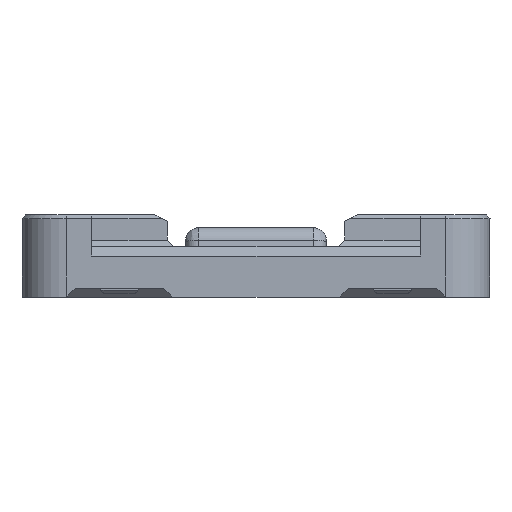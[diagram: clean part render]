
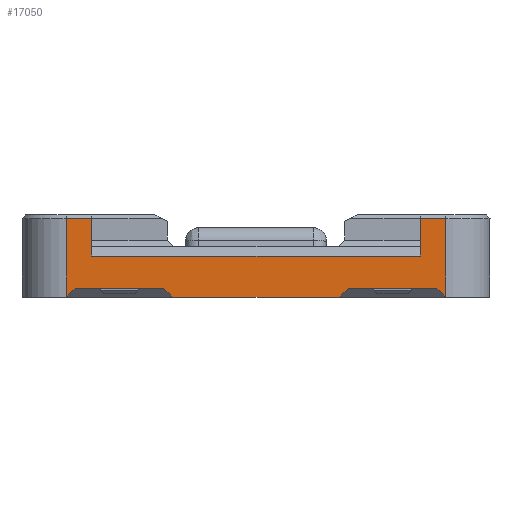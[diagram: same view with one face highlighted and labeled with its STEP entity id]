
A CAD part, left-side view. The second image highlights one B-rep face of the part: STEP entity #17050.
In plain terms, the highlighted planar face has unit normal (-1, 0, 0).
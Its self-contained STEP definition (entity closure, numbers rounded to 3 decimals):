
#278 = LINE ( 'NONE', #4732, #18238 ) ;
#701 = VERTEX_POINT ( 'NONE', #7408 ) ;
#705 = VERTEX_POINT ( 'NONE', #7405 ) ;
#709 = VERTEX_POINT ( 'NONE', #7407 ) ;
#1905 = VERTEX_POINT ( 'NONE', #7010 ) ;
#1909 = VERTEX_POINT ( 'NONE', #7009 ) ;
#1911 = VERTEX_POINT ( 'NONE', #7006 ) ;
#1913 = VERTEX_POINT ( 'NONE', #7008 ) ;
#1924 = VERTEX_POINT ( 'NONE', #7001 ) ;
#1925 = VERTEX_POINT ( 'NONE', #7000 ) ;
#1930 = VERTEX_POINT ( 'NONE', #6998 ) ;
#2271 = VERTEX_POINT ( 'NONE', #6804 ) ;
#2277 = VERTEX_POINT ( 'NONE', #6801 ) ;
#2281 = VERTEX_POINT ( 'NONE', #6799 ) ;
#2293 = VERTEX_POINT ( 'NONE', #6792 ) ;
#2313 = VECTOR ( 'NONE', #4725, 1000. ) ;
#3208 = VECTOR ( 'NONE', #4737, 1000. ) ;
#3212 = LINE ( 'NONE', #4739, #3218 ) ;
#3218 = VECTOR ( 'NONE', #4744, 1000. ) ;
#3556 = LINE ( 'NONE', #5091, #3559 ) ;
#3559 = VECTOR ( 'NONE', #5092, 1000. ) ;
#3560 = LINE ( 'NONE', #5070, #3562 ) ;
#3562 = VECTOR ( 'NONE', #5060, 1000. ) ;
#3569 = LINE ( 'NONE', #5106, #3572 ) ;
#3572 = VECTOR ( 'NONE', #5107, 1000. ) ;
#3573 = LINE ( 'NONE', #5110, #3576 ) ;
#3575 = LINE ( 'NONE', #5112, #3578 ) ;
#3576 = VECTOR ( 'NONE', #5111, 1000. ) ;
#3577 = LINE ( 'NONE', #5114, #3580 ) ;
#3578 = VECTOR ( 'NONE', #5113, 1000. ) ;
#3579 = LINE ( 'NONE', #5116, #3582 ) ;
#3580 = VECTOR ( 'NONE', #5115, 1000. ) ;
#3582 = VECTOR ( 'NONE', #5117, 1000. ) ;
#4706 = CARTESIAN_POINT ( 'NONE',  ( -6.12, -1.85, -0.065 ) ) ;
#4713 = DIRECTION ( 'NONE',  ( 0., -1., 0. ) ) ;
#4716 = CARTESIAN_POINT ( 'NONE',  ( -6.12, -1.3, -0.015 ) ) ;
#4718 = CARTESIAN_POINT ( 'NONE',  ( -6.12, -1.85, 0.19 ) ) ;
#4720 = CARTESIAN_POINT ( 'NONE',  ( -6.12, -1.85, 0.485 ) ) ;
#4721 = DIRECTION ( 'NONE',  ( 0., 1., 0. ) ) ;
#4725 = DIRECTION ( 'NONE',  ( 0., 0., -1. ) ) ;
#4729 = DIRECTION ( 'NONE',  ( 0., 1., 0. ) ) ;
#4732 = CARTESIAN_POINT ( 'NONE',  ( -6.12, 1.3, -0.015 ) ) ;
#4733 = DIRECTION ( 'NONE',  ( 0., 0., 1. ) ) ;
#4736 = CARTESIAN_POINT ( 'NONE',  ( -6.12, -1.85, 0.485 ) ) ;
#4737 = DIRECTION ( 'NONE',  ( 0., 1., 0. ) ) ;
#4739 = CARTESIAN_POINT ( 'NONE',  ( -6.12, -1.85, -0.065 ) ) ;
#4744 = DIRECTION ( 'NONE',  ( 0., -1., 0. ) ) ;
#5060 = DIRECTION ( 'NONE',  ( 0., -0.707, -0.707 ) ) ;
#5070 = CARTESIAN_POINT ( 'NONE',  ( -6.12, -1.43, -0.065 ) ) ;
#5091 = CARTESIAN_POINT ( 'NONE',  ( -6.12, -1.5, -0.015 ) ) ;
#5092 = DIRECTION ( 'NONE',  ( 0., 0., 1. ) ) ;
#5106 = CARTESIAN_POINT ( 'NONE',  ( -6.12, -0.66, -0.135 ) ) ;
#5107 = DIRECTION ( 'NONE',  ( 0., -0.707, 0.707 ) ) ;
#5110 = CARTESIAN_POINT ( 'NONE',  ( -6.12, 1.5, -0.015 ) ) ;
#5111 = DIRECTION ( 'NONE',  ( 0., 0., 1. ) ) ;
#5112 = CARTESIAN_POINT ( 'NONE',  ( -6.12, 1.5, -0.135 ) ) ;
#5113 = DIRECTION ( 'NONE',  ( 0., 0.707, -0.707 ) ) ;
#5114 = CARTESIAN_POINT ( 'NONE',  ( -6.12, 0.66, -0.135 ) ) ;
#5115 = DIRECTION ( 'NONE',  ( 0., 0.707, 0.707 ) ) ;
#5116 = CARTESIAN_POINT ( 'NONE',  ( -6.12, 0.485, -0.135 ) ) ;
#5117 = DIRECTION ( 'NONE',  ( 0., 1., 0. ) ) ;
#5119 = LINE ( 'NONE', #4718, #15228 ) ;
#5122 = LINE ( 'NONE', #4736, #3208 ) ;
#5281 = FACE_OUTER_BOUND ( 'NONE', #9824, .T. ) ;
#6301 = LINE ( 'NONE', #4706, #6308 ) ;
#6308 = VECTOR ( 'NONE', #4713, 1000. ) ;
#6313 = LINE ( 'NONE', #4716, #2313 ) ;
#6317 = LINE ( 'NONE', #4720, #18158 ) ;
#6792 = CARTESIAN_POINT ( 'NONE',  ( -6.12, -0.66, -0.135 ) ) ;
#6799 = CARTESIAN_POINT ( 'NONE',  ( -6.12, 1.5, -0.135 ) ) ;
#6801 = CARTESIAN_POINT ( 'NONE',  ( -6.12, 0.66, -0.135 ) ) ;
#6804 = CARTESIAN_POINT ( 'NONE',  ( -6.12, -1.5, -0.135 ) ) ;
#6998 = CARTESIAN_POINT ( 'NONE',  ( -6.12, 0.73, -0.065 ) ) ;
#7000 = CARTESIAN_POINT ( 'NONE',  ( -6.12, 1.5, 0.485 ) ) ;
#7001 = CARTESIAN_POINT ( 'NONE',  ( -6.12, 1.43, -0.065 ) ) ;
#7006 = CARTESIAN_POINT ( 'NONE',  ( -6.12, -1.3, 0.19 ) ) ;
#7008 = CARTESIAN_POINT ( 'NONE',  ( -6.12, 1.3, 0.485 ) ) ;
#7009 = CARTESIAN_POINT ( 'NONE',  ( -6.12, 1.3, 0.19 ) ) ;
#7010 = CARTESIAN_POINT ( 'NONE',  ( -6.12, -1.3, 0.485 ) ) ;
#7405 = CARTESIAN_POINT ( 'NONE',  ( -6.12, -1.5, 0.485 ) ) ;
#7407 = CARTESIAN_POINT ( 'NONE',  ( -6.12, -0.73, -0.065 ) ) ;
#7408 = CARTESIAN_POINT ( 'NONE',  ( -6.12, -1.43, -0.065 ) ) ;
#9824 = EDGE_LOOP ( 'NONE', ( #13126, #13757, #13755, #13753, #13751, #13749, #13747, #13745, #13743, #13741, #13739, #13737, #13735, #13733 ) ) ;
#10460 = AXIS2_PLACEMENT_3D ( 'NONE', #15678, #15660, #15658 ) ;
#13126 = ORIENTED_EDGE ( 'NONE', *, *, #17813, .F. ) ;
#13733 = ORIENTED_EDGE ( 'NONE', *, *, #17628, .T. ) ;
#13735 = ORIENTED_EDGE ( 'NONE', *, *, #17626, .T. ) ;
#13737 = ORIENTED_EDGE ( 'NONE', *, *, #17624, .T. ) ;
#13739 = ORIENTED_EDGE ( 'NONE', *, *, #17622, .T. ) ;
#13741 = ORIENTED_EDGE ( 'NONE', *, *, #17620, .T. ) ;
#13743 = ORIENTED_EDGE ( 'NONE', *, *, #17804, .T. ) ;
#13745 = ORIENTED_EDGE ( 'NONE', *, *, #17806, .T. ) ;
#13747 = ORIENTED_EDGE ( 'NONE', *, *, #17616, .T. ) ;
#13749 = ORIENTED_EDGE ( 'NONE', *, *, #17811, .T. ) ;
#13751 = ORIENTED_EDGE ( 'NONE', *, *, #17816, .F. ) ;
#13753 = ORIENTED_EDGE ( 'NONE', *, *, #17815, .F. ) ;
#13755 = ORIENTED_EDGE ( 'NONE', *, *, #17632, .T. ) ;
#13757 = ORIENTED_EDGE ( 'NONE', *, *, #17814, .F. ) ;
#15228 = VECTOR ( 'NONE', #4729, 1000. ) ;
#15658 = DIRECTION ( 'NONE',  ( 0., 0., 1. ) ) ;
#15660 = DIRECTION ( 'NONE',  ( -1., 0., 0. ) ) ;
#15664 = PLANE ( 'NONE',  #10460 ) ;
#15678 = CARTESIAN_POINT ( 'NONE',  ( -6.12, -1.85, -0.015 ) ) ;
#17050 = ADVANCED_FACE ( 'NONE', ( #5281 ), #15664, .T. ) ;
#17616 = EDGE_CURVE ( 'NONE', #709, #701, #6301, .T. ) ;
#17620 = EDGE_CURVE ( 'NONE', #705, #1905, #6317, .T. ) ;
#17622 = EDGE_CURVE ( 'NONE', #1905, #1911, #6313, .T. ) ;
#17624 = EDGE_CURVE ( 'NONE', #1911, #1909, #5119, .T. ) ;
#17626 = EDGE_CURVE ( 'NONE', #1909, #1913, #278, .T. ) ;
#17628 = EDGE_CURVE ( 'NONE', #1913, #1925, #5122, .T. ) ;
#17632 = EDGE_CURVE ( 'NONE', #1924, #1930, #3212, .T. ) ;
#17804 = EDGE_CURVE ( 'NONE', #2271, #705, #3556, .T. ) ;
#17806 = EDGE_CURVE ( 'NONE', #701, #2271, #3560, .T. ) ;
#17811 = EDGE_CURVE ( 'NONE', #2293, #709, #3569, .T. ) ;
#17813 = EDGE_CURVE ( 'NONE', #2281, #1925, #3573, .T. ) ;
#17814 = EDGE_CURVE ( 'NONE', #1924, #2281, #3575, .T. ) ;
#17815 = EDGE_CURVE ( 'NONE', #2277, #1930, #3577, .T. ) ;
#17816 = EDGE_CURVE ( 'NONE', #2293, #2277, #3579, .T. ) ;
#18158 = VECTOR ( 'NONE', #4721, 1000. ) ;
#18238 = VECTOR ( 'NONE', #4733, 1000. ) ;
